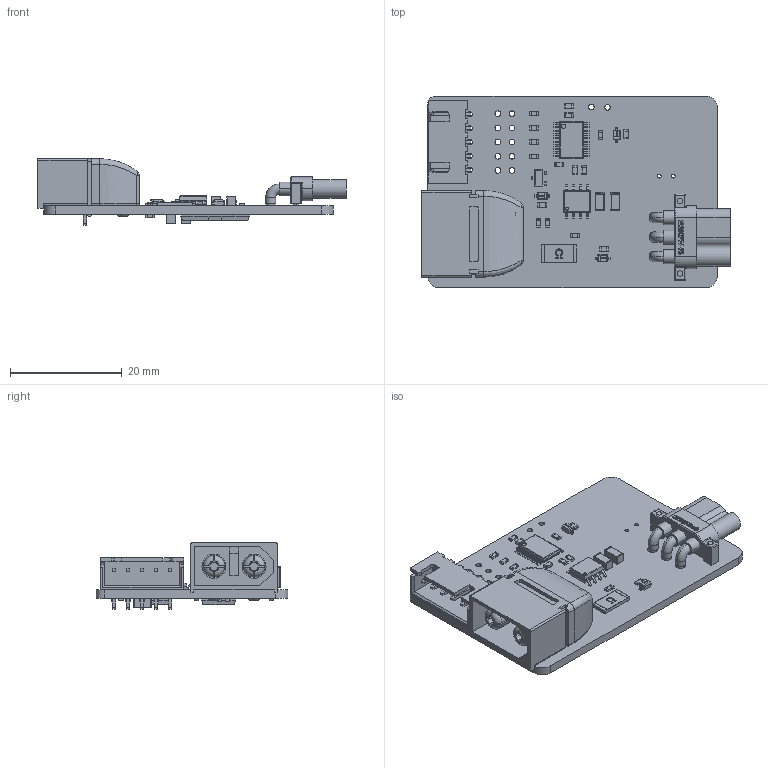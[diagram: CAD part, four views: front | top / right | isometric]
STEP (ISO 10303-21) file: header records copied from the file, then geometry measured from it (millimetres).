
FILE_DESCRIPTION(('Open CASCADE Model'),'2;1');
FILE_NAME('Open CASCADE Shape Model','2025-01-01T18:50:34',('Author'),( 'Open CASCADE'),'Open CASCADE STEP processor 7.5','Open CASCADE 7.5' ,'Unknown');
FILE_SCHEMA(('AUTOMOTIVE_DESIGN { 1 0 10303 214 1 1 1 1 }'));
Length unit declared in the file: millimetre
Products named in the file (68): PCB; Board; Open CASCADE STEP translator 7.5 1.1.1; C14; 6086572496; Q1; User Library-PowerPAK_SO8_single; IC2; 6118768816; Body; PinsArrayLR; C10; Q4; Q3; R17; Resistor_2512_Ohm; Pin1Body; Pin2Body; CeramicBody; CoatingBody; TextBody; R14; User Library-res0603-1; R13; R12; R16; R15; R11; R10; R9; R8; R7; R6; R5; R4; R3; R2; R1; Q2; 6086573136 ...
Assembly tree (116 placements, depth 5):
  PCB
    Board
      Open CASCADE STEP translator 7.5 1.1.1
    C14
      6086572496
    Q1
      User Library-PowerPAK_SO8_single
    IC2
      6118768816
        Body
        PinsArrayLR
    C10
      6086572496
    Q4
      User Library-PowerPAK_SO8_single
    Q3
      User Library-PowerPAK_SO8_single
    R17
      Resistor_2512_Ohm
        Pin1Body
        Pin2Body
        CeramicBody
        CoatingBody
        TextBody
    R14
      User Library-res0603-1
    R13
      User Library-res0603-1
    R12
      User Library-res0603-1
    R16
      User Library-res0603-1
    R15
      User Library-res0603-1
    R11
      User Library-res0603-1
    R10
      User Library-res0603-1
    R9
      User Library-res0603-1
    R8
      User Library-res0603-1
    R7
      User Library-res0603-1
    R6
      User Library-res0603-1
    R5
      User Library-res0603-1
    R4
      User Library-res0603-1
    R3
      User Library-res0603-1
    R2
      User Library-res0603-1
    R1
      User Library-res0603-1
    Q2
      6086573136
        Body
          Open CASCADE STEP translator 6.8 2.1.1
Bounding box: 55.33 x 34.42 x 11.91 mm (x, y, z)
Volume: 5138.6 mm3; surface area: 8753.5 mm2
Topology: 81 solids, 81 shells, 3058 faces, 7966 edges, 5082 vertices
Faces by surface type: plane 2087, cylinder 687, bspline 133, sphere 78, torus 27, extrusion 24, revolution 12, cone 10
Full cylindrical faces by diameter (mm): 0.487 x1, 0.7 x2, 1 x7, 1.02 x10, 1.1 x2, 1.85 x3, 2.8 x2
Entity records: 54045 total; most frequent: CARTESIAN_POINT 13379, ORIENTED_EDGE 7160, DIRECTION 6702, EDGE_CURVE 3580, VECTOR 2486, LINE 2462, VERTEX_POINT 2312, AXIS2_PLACEMENT_3D 2102
